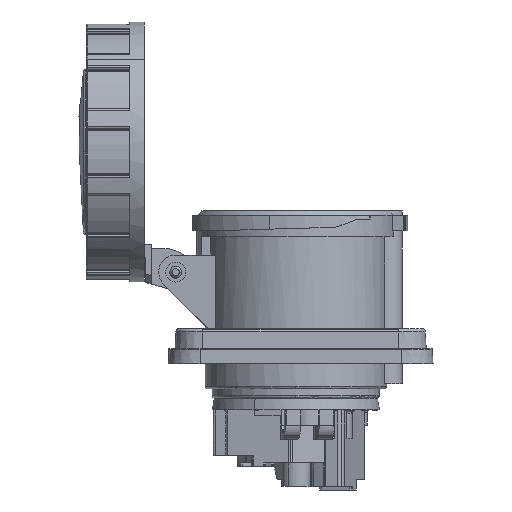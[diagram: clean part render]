
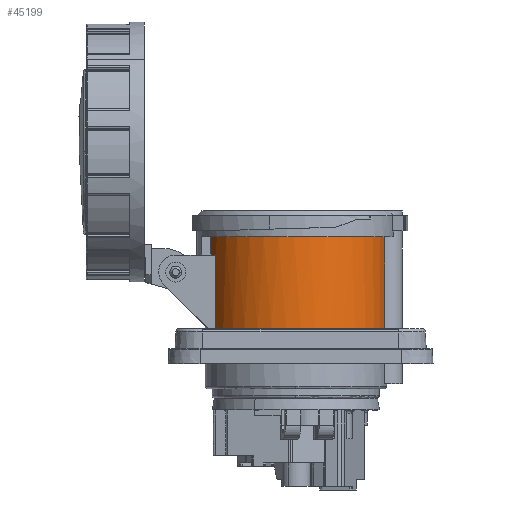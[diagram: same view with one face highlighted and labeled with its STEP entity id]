
A CAD part, left-side view. The second image highlights one B-rep face of the part: STEP entity #45199.
In plain terms, the highlighted cylindrical face has radius 38.5 mm (diameter 77 mm), a partial arc.
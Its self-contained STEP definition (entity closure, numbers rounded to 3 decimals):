
#531 = EDGE_CURVE ( 'NONE', #14142, #28316, #1432, .T. ) ;
#1294 = CARTESIAN_POINT ( 'NONE',  ( -13., 36.239, -18.374 ) ) ;
#1432 = LINE ( 'NONE', #18199, #33427 ) ;
#5318 = CARTESIAN_POINT ( 'NONE',  ( -17.75, 34.164, -36.874 ) ) ;
#5861 = LINE ( 'NONE', #5318, #17840 ) ;
#5971 = DIRECTION ( 'NONE',  ( 0., 1., 0. ) ) ;
#6153 = EDGE_CURVE ( 'NONE', #28316, #34733, #21538, .T. ) ;
#8509 = EDGE_LOOP ( 'NONE', ( #43692, #36300, #52553, #29281, #29509, #32760 ) ) ;
#11285 = DIRECTION ( 'NONE',  ( 0., 0., -1. ) ) ;
#11956 = CIRCLE ( 'NONE', #27762, 38.5 ) ;
#14142 = VERTEX_POINT ( 'NONE', #40616 ) ;
#14219 = CARTESIAN_POINT ( 'NONE',  ( 0., 0., -10.624 ) ) ;
#14235 = DIRECTION ( 'NONE',  ( 0., 0., 1. ) ) ;
#15299 = FACE_OUTER_BOUND ( 'NONE', #8509, .T. ) ;
#16478 = EDGE_CURVE ( 'NONE', #33637, #37775, #50600, .T. ) ;
#16514 = VERTEX_POINT ( 'NONE', #29411 ) ;
#16632 = EDGE_CURVE ( 'NONE', #33637, #14142, #11956, .T. ) ;
#16719 = DIRECTION ( 'NONE',  ( 0., 0., -1. ) ) ;
#17752 = CARTESIAN_POINT ( 'NONE',  ( 0., 0., -49.624 ) ) ;
#17840 = VECTOR ( 'NONE', #22629, 1000. ) ;
#18199 = CARTESIAN_POINT ( 'NONE',  ( -13., 36.239, -36.874 ) ) ;
#20595 = CARTESIAN_POINT ( 'NONE',  ( -7.987, -37.662, -10.624 ) ) ;
#21430 = CARTESIAN_POINT ( 'NONE',  ( -7.987, -37.662, 0.376 ) ) ;
#21538 = CIRCLE ( 'NONE', #52293, 38.5 ) ;
#22510 = DIRECTION ( 'NONE',  ( 0., 1., 0. ) ) ;
#22629 = DIRECTION ( 'NONE',  ( 0., 0., -1. ) ) ;
#23033 = AXIS2_PLACEMENT_3D ( 'NONE', #39835, #43451, #5971 ) ;
#27762 = AXIS2_PLACEMENT_3D ( 'NONE', #14219, #42655, #22510 ) ;
#28289 = CARTESIAN_POINT ( 'NONE',  ( -7.987, -37.662, -49.624 ) ) ;
#28316 = VERTEX_POINT ( 'NONE', #1294 ) ;
#29281 = ORIENTED_EDGE ( 'NONE', *, *, #16632, .T. ) ;
#29411 = CARTESIAN_POINT ( 'NONE',  ( -17.75, 34.164, -49.624 ) ) ;
#29509 = ORIENTED_EDGE ( 'NONE', *, *, #531, .T. ) ;
#32760 = ORIENTED_EDGE ( 'NONE', *, *, #6153, .T. ) ;
#33427 = VECTOR ( 'NONE', #11285, 1000. ) ;
#33637 = VERTEX_POINT ( 'NONE', #20595 ) ;
#34022 = DIRECTION ( 'NONE',  ( 0., 1., 0. ) ) ;
#34299 = AXIS2_PLACEMENT_3D ( 'NONE', #17752, #51363, #34022 ) ;
#34733 = VERTEX_POINT ( 'NONE', #45456 ) ;
#34915 = DIRECTION ( 'NONE',  ( 0., 1., 0. ) ) ;
#35144 = CYLINDRICAL_SURFACE ( 'NONE', #23033, 38.5 ) ;
#36300 = ORIENTED_EDGE ( 'NONE', *, *, #47955, .T. ) ;
#37775 = VERTEX_POINT ( 'NONE', #28289 ) ;
#38378 = EDGE_CURVE ( 'NONE', #34733, #16514, #5861, .T. ) ;
#39835 = CARTESIAN_POINT ( 'NONE',  ( 0., 0., -36.874 ) ) ;
#40616 = CARTESIAN_POINT ( 'NONE',  ( -13., 36.239, -10.624 ) ) ;
#42655 = DIRECTION ( 'NONE',  ( 0., 0., -1. ) ) ;
#43451 = DIRECTION ( 'NONE',  ( 0., 0., 1. ) ) ;
#43692 = ORIENTED_EDGE ( 'NONE', *, *, #38378, .T. ) ;
#45199 = ADVANCED_FACE ( 'NONE', ( #15299 ), #35144, .T. ) ;
#45456 = CARTESIAN_POINT ( 'NONE',  ( -17.75, 34.164, -18.374 ) ) ;
#47955 = EDGE_CURVE ( 'NONE', #16514, #37775, #53643, .T. ) ;
#48859 = VECTOR ( 'NONE', #16719, 1000. ) ;
#50600 = LINE ( 'NONE', #21430, #48859 ) ;
#51363 = DIRECTION ( 'NONE',  ( 0., 0., 1. ) ) ;
#51442 = CARTESIAN_POINT ( 'NONE',  ( 0., 0., -18.374 ) ) ;
#52293 = AXIS2_PLACEMENT_3D ( 'NONE', #51442, #14235, #34915 ) ;
#52553 = ORIENTED_EDGE ( 'NONE', *, *, #16478, .F. ) ;
#53643 = CIRCLE ( 'NONE', #34299, 38.5 ) ;
